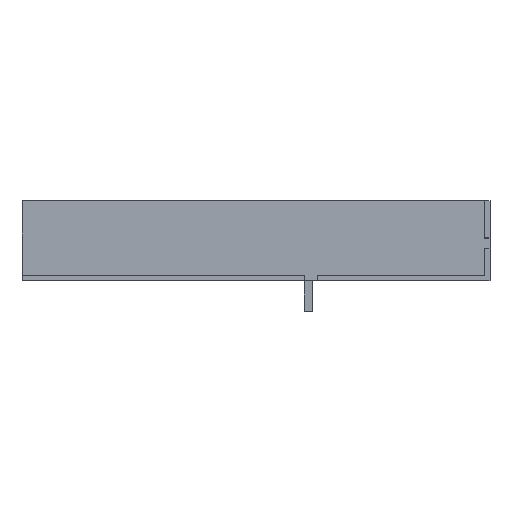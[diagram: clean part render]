
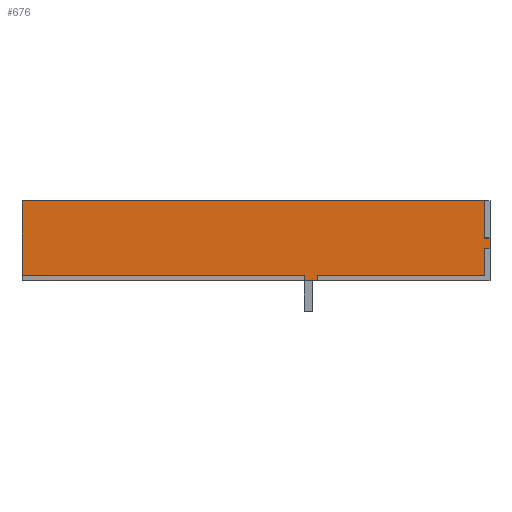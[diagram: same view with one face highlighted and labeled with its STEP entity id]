
A CAD part, top view. The second image highlights one B-rep face of the part: STEP entity #676.
In plain terms, the highlighted planar face has unit normal (0, 0, 1).
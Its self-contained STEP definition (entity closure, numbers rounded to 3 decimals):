
#32=FACE_OUTER_BOUND('',#67,.T.);
#67=EDGE_LOOP('',(#471,#472,#473,#474,#475,#476,#477,#478,#479,#480,#481,
#482));
#101=LINE('',#934,#193);
#110=LINE('',#952,#202);
#112=LINE('',#957,#204);
#116=LINE('',#965,#208);
#121=LINE('',#974,#213);
#122=LINE('',#976,#214);
#123=LINE('',#978,#215);
#124=LINE('',#980,#216);
#125=LINE('',#982,#217);
#126=LINE('',#984,#218);
#127=LINE('',#986,#219);
#128=LINE('',#987,#220);
#193=VECTOR('',#762,10.);
#202=VECTOR('',#775,10.);
#204=VECTOR('',#779,10.);
#208=VECTOR('',#785,10.);
#213=VECTOR('',#794,10.);
#214=VECTOR('',#795,10.);
#215=VECTOR('',#796,10.);
#216=VECTOR('',#797,10.);
#217=VECTOR('',#798,10.);
#218=VECTOR('',#799,10.);
#219=VECTOR('',#800,10.);
#220=VECTOR('',#801,10.);
#285=VERTEX_POINT('',#932);
#286=VERTEX_POINT('',#933);
#293=VERTEX_POINT('',#951);
#294=VERTEX_POINT('',#955);
#295=VERTEX_POINT('',#956);
#298=VERTEX_POINT('',#964);
#301=VERTEX_POINT('',#975);
#302=VERTEX_POINT('',#977);
#303=VERTEX_POINT('',#979);
#304=VERTEX_POINT('',#981);
#305=VERTEX_POINT('',#983);
#306=VERTEX_POINT('',#985);
#349=EDGE_CURVE('',#285,#286,#101,.T.);
#358=EDGE_CURVE('',#293,#285,#110,.T.);
#360=EDGE_CURVE('',#294,#295,#112,.T.);
#364=EDGE_CURVE('',#295,#298,#116,.T.);
#369=EDGE_CURVE('',#286,#294,#121,.T.);
#370=EDGE_CURVE('',#301,#298,#122,.T.);
#371=EDGE_CURVE('',#302,#301,#123,.T.);
#372=EDGE_CURVE('',#302,#303,#124,.T.);
#373=EDGE_CURVE('',#303,#304,#125,.T.);
#374=EDGE_CURVE('',#305,#304,#126,.T.);
#375=EDGE_CURVE('',#305,#306,#127,.T.);
#376=EDGE_CURVE('',#306,#293,#128,.T.);
#471=ORIENTED_EDGE('',*,*,#369,.T.);
#472=ORIENTED_EDGE('',*,*,#360,.T.);
#473=ORIENTED_EDGE('',*,*,#364,.T.);
#474=ORIENTED_EDGE('',*,*,#370,.F.);
#475=ORIENTED_EDGE('',*,*,#371,.F.);
#476=ORIENTED_EDGE('',*,*,#372,.T.);
#477=ORIENTED_EDGE('',*,*,#373,.T.);
#478=ORIENTED_EDGE('',*,*,#374,.F.);
#479=ORIENTED_EDGE('',*,*,#375,.T.);
#480=ORIENTED_EDGE('',*,*,#376,.T.);
#481=ORIENTED_EDGE('',*,*,#358,.T.);
#482=ORIENTED_EDGE('',*,*,#349,.T.);
#643=PLANE('',#725);
#676=ADVANCED_FACE('',(#32),#643,.T.);
#725=AXIS2_PLACEMENT_3D('',#973,#792,#793);
#762=DIRECTION('',(1.,0.,0.));
#775=DIRECTION('',(0.,1.,0.));
#779=DIRECTION('',(-1.,0.,0.));
#785=DIRECTION('',(0.,1.,0.));
#792=DIRECTION('center_axis',(0.,0.,1.));
#793=DIRECTION('ref_axis',(1.,0.,0.));
#794=DIRECTION('',(0.,1.,0.));
#795=DIRECTION('',(1.,0.,0.));
#796=DIRECTION('',(0.,1.,0.));
#797=DIRECTION('',(1.,0.,0.));
#798=DIRECTION('',(0.,-1.,0.));
#799=DIRECTION('',(-1.,0.,0.));
#800=DIRECTION('',(0.,1.,0.));
#801=DIRECTION('',(1.,0.,0.));
#932=CARTESIAN_POINT('',(85.5,7.,62.237));
#933=CARTESIAN_POINT('',(87.5,7.,62.237));
#934=CARTESIAN_POINT('',(0.,7.,62.237));
#951=CARTESIAN_POINT('',(85.5,-3.,62.237));
#952=CARTESIAN_POINT('',(85.5,4.5,62.237));
#955=CARTESIAN_POINT('',(87.5,11.,62.237));
#956=CARTESIAN_POINT('',(85.5,11.,62.237));
#957=CARTESIAN_POINT('',(-1.,11.,62.237));
#964=CARTESIAN_POINT('',(85.5,25.,62.237));
#965=CARTESIAN_POINT('',(85.5,12.5,62.237));
#973=CARTESIAN_POINT('Origin',(-87.5,0.,62.237));
#974=CARTESIAN_POINT('',(87.5,0.,62.237));
#975=CARTESIAN_POINT('',(-87.5,25.,62.237));
#976=CARTESIAN_POINT('',(0.,25.,62.237));
#977=CARTESIAN_POINT('',(-87.5,-3.,62.237));
#978=CARTESIAN_POINT('',(-87.5,0.,62.237));
#979=CARTESIAN_POINT('',(18.087,-3.,62.237));
#980=CARTESIAN_POINT('',(-34.707,-3.,62.237));
#981=CARTESIAN_POINT('',(18.087,-5.,62.237));
#982=CARTESIAN_POINT('',(18.087,-2.5,62.237));
#983=CARTESIAN_POINT('',(23.,-5.,62.237));
#984=CARTESIAN_POINT('',(0.,-5.,62.237));
#985=CARTESIAN_POINT('',(23.,-3.,62.237));
#986=CARTESIAN_POINT('',(23.,-1.5,62.237));
#987=CARTESIAN_POINT('',(0.,-3.,62.237));
